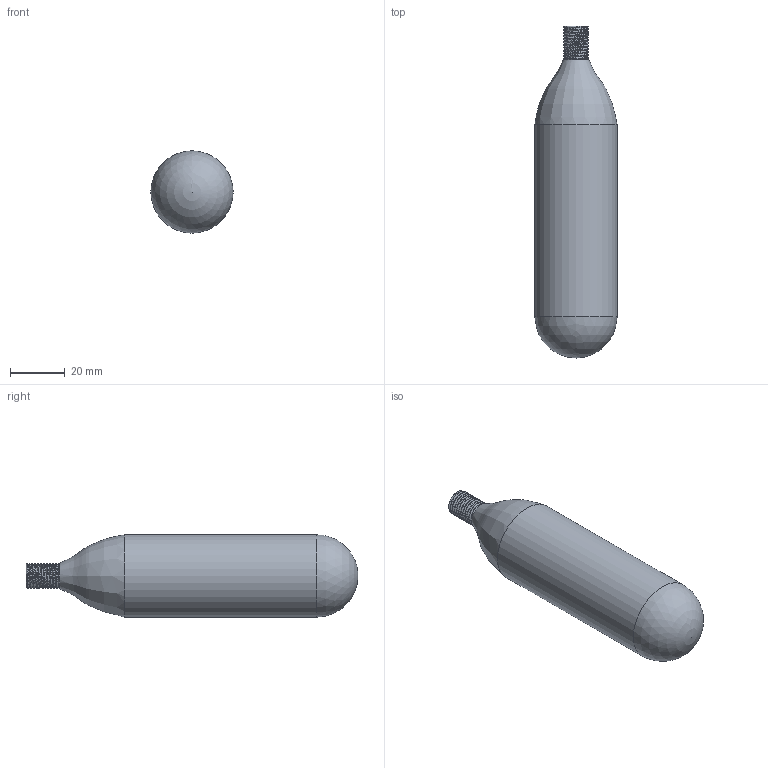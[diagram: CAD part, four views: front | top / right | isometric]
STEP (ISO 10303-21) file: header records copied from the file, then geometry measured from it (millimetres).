
FILE_DESCRIPTION(/* description */ (''),/* implementation_level */ '2;1');
FILE_NAME(/* name */ '45g CO2 cartridge 5-8 18UNF-2A.step',/* time_stamp */ '2023-05-07T10:26:34+01:00',/* author */ (''),/* organization */ (''),/* preprocessor_version */ 'ST-DEVELOPER v19.2',/* originating_system */ 'Autodesk Translation Framework v12.4.0.73',/* authorisation */ '');
FILE_SCHEMA (('AUTOMOTIVE_DESIGN { 1 0 10303 214 3 1 1 }'));
Length unit declared in the file: millimetre
Products named in the file (1): 45g 3/8UNF-2A CO2 Cartridge
Bounding box: 30 x 121 x 30 mm (x, y, z)
Volume: 66853.9 mm3; surface area: 10379.5 mm2
Topology: 1 solids, 1 shells, 34 faces, 96 edges, 63 vertices
Faces by surface type: cylinder 27, bspline 3, plane 2, cone 1, sphere 1
Full cylindrical faces by diameter (mm): 8.237 x3, 9.36 x7, 30 x1
Entity records: 3234 total; most frequent: CARTESIAN_POINT 2442, ORIENTED_EDGE 190, DIRECTION 109, EDGE_CURVE 95, VERTEX_POINT 63, B_SPLINE_CURVE_WITH_KNOTS 60, AXIS2_PLACEMENT_3D 42, FACE_OUTER_BOUND 34
